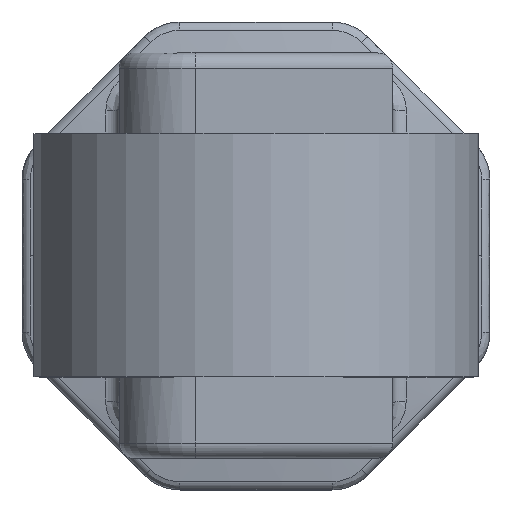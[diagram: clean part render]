
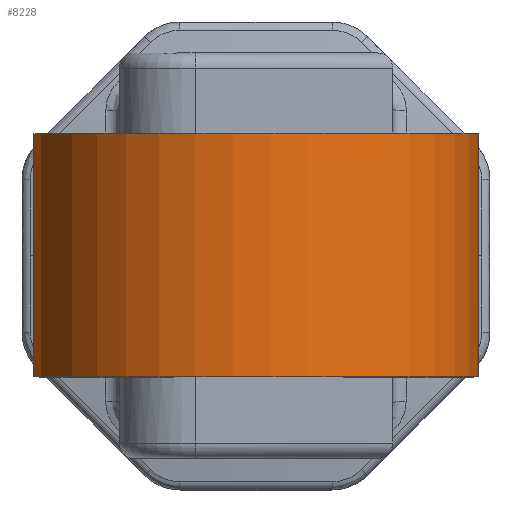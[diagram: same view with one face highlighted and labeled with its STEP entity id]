
A CAD part, top view. The second image highlights one B-rep face of the part: STEP entity #8228.
In plain terms, the highlighted cylindrical face has radius 4.4 mm (diameter 8.8 mm), a partial arc.
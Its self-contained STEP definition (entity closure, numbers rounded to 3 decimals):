
#1871=DIRECTION('',(0.,1.,0.));
#1872=VECTOR('',#1871,4.8);
#1873=CARTESIAN_POINT('',(-2.564,-2.4,-0.876));
#1874=LINE('',#1873,#1872);
#1899=DIRECTION('',(0.,1.,0.));
#1900=VECTOR('',#1899,4.8);
#1901=CARTESIAN_POINT('',(2.7,-2.4,-0.774));
#1902=LINE('',#1901,#1900);
#2671=CARTESIAN_POINT('',(0.,-2.4,2.7));
#2672=DIRECTION('',(0.,-1.,0.));
#2673=DIRECTION('',(0.614,0.,-0.79));
#2674=AXIS2_PLACEMENT_3D('',#2671,#2672,#2673);
#2676=CARTESIAN_POINT('',(0.,2.4,2.7));
#2677=DIRECTION('',(0.,1.,0.));
#2678=DIRECTION('',(-0.583,0.,-0.813));
#2679=AXIS2_PLACEMENT_3D('',#2676,#2677,#2678);
#4048=CARTESIAN_POINT('',(2.7,-2.4,-0.774));
#4050=VERTEX_POINT('',#4048);
#4052=CARTESIAN_POINT('',(2.7,2.4,-0.774));
#4054=VERTEX_POINT('',#4052);
#4059=CARTESIAN_POINT('',(-2.564,-2.4,-0.876));
#4061=VERTEX_POINT('',#4059);
#4063=CARTESIAN_POINT('',(-2.564,2.4,-0.876));
#4065=VERTEX_POINT('',#4063);
#8216=CARTESIAN_POINT('',(0.,-2.4,2.7));
#8217=DIRECTION('',(0.,1.,0.));
#8218=DIRECTION('',(1.,0.,0.));
#8219=AXIS2_PLACEMENT_3D('',#8216,#8217,#8218);
#8220=CYLINDRICAL_SURFACE('',#8219,4.4);
#8221=ORIENTED_EDGE('',*,*,#6471,.T.);
#8222=ORIENTED_EDGE('',*,*,#6432,.T.);
#8224=ORIENTED_EDGE('',*,*,#8223,.T.);
#8225=ORIENTED_EDGE('',*,*,#6482,.F.);
#8226=EDGE_LOOP('',(#8221,#8222,#8224,#8225));
#8227=FACE_OUTER_BOUND('',#8226,.F.);
#8228=ADVANCED_FACE('',(#8227),#8220,.T.);
#2675=CIRCLE('',#2674,4.4);
#2680=CIRCLE('',#2679,4.4);
#6432=EDGE_CURVE('',#4061,#4065,#1874,.T.);
#6471=EDGE_CURVE('',#4050,#4061,#2675,.T.);
#6482=EDGE_CURVE('',#4050,#4054,#1902,.T.);
#8223=EDGE_CURVE('',#4065,#4054,#2680,.T.);
